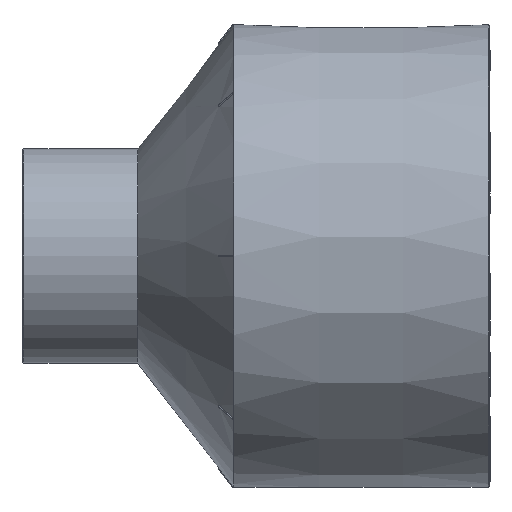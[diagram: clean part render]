
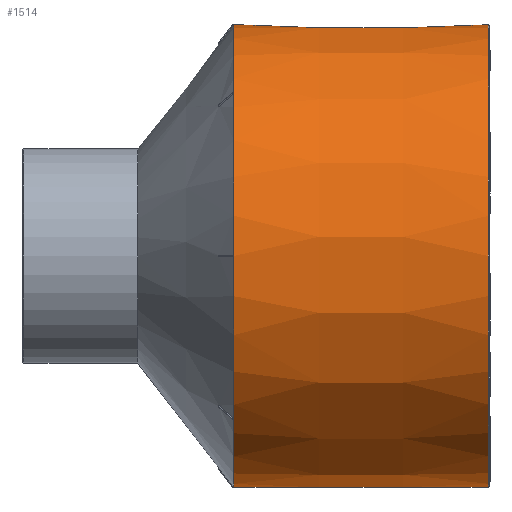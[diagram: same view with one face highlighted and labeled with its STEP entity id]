
A CAD part, left-side view. The second image highlights one B-rep face of the part: STEP entity #1514.
In plain terms, the highlighted conical face has half-angle 0.042 degrees and reference radius 62.5 mm.
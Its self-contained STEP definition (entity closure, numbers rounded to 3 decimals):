
#1493=CONICAL_SURFACE('',#24570,62.5,0.042);
#1514=ADVANCED_FACE('',(#6734,#6735),#1493,.T.);
#6506=CIRCLE('',#24489,62.55);
#6574=CIRCLE('',#24569,62.5);
#6734=FACE_BOUND('',#6836,.T.);
#6735=FACE_BOUND('',#6837,.T.);
#6836=EDGE_LOOP('',(#9259));
#6837=EDGE_LOOP('',(#9260));
#9259=ORIENTED_EDGE('',*,*,#19351,.T.);
#9260=ORIENTED_EDGE('',*,*,#19178,.T.);
#16662=VERTEX_POINT('',#35819);
#16809=VERTEX_POINT('',#36870);
#19178=EDGE_CURVE('',#16662,#16662,#6506,.T.);
#19351=EDGE_CURVE('',#16809,#16809,#6574,.T.);
#24489=AXIS2_PLACEMENT_3D('',#35818,#26079,#26080);
#24569=AXIS2_PLACEMENT_3D('',#36869,#26261,#26262);
#24570=AXIS2_PLACEMENT_3D('',#36871,#26263,#26264);
#26079=DIRECTION('',(0.,-1.,0.));
#26080=DIRECTION('',(0.,0.,-1.));
#26261=DIRECTION('',(0.,1.,0.));
#26262=DIRECTION('',(0.,0.,-1.));
#26263=DIRECTION('',(0.,1.,0.));
#26264=DIRECTION('',(0.,0.,1.));
#35818=CARTESIAN_POINT('',(8704.7,-731.098,-146.));
#35819=CARTESIAN_POINT('',(8704.7,-731.098,-208.55));
#36869=CARTESIAN_POINT('',(8704.7,-799.849,-146.));
#36870=CARTESIAN_POINT('',(8704.7,-799.849,-208.5));
#36871=CARTESIAN_POINT('',(8704.7,-800.098,-146.));
